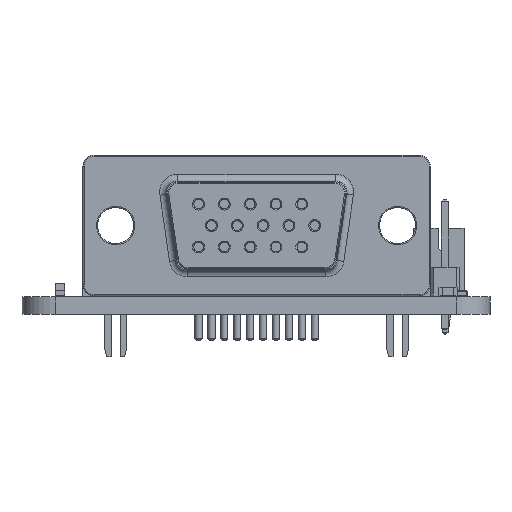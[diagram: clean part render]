
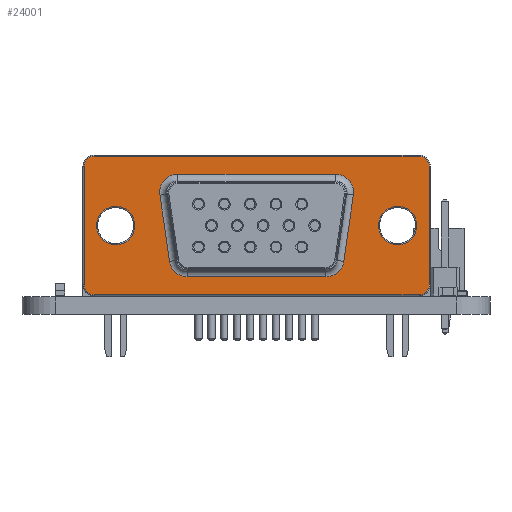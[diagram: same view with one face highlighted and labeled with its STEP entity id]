
A CAD part, left-side view. The second image highlights one B-rep face of the part: STEP entity #24001.
In plain terms, the highlighted face is planar.
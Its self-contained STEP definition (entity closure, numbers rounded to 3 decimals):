
#23667 = VERTEX_POINT('',#23668);
#23668 = CARTESIAN_POINT('',(-12.586,-7.14,8.97));
#23675 = EDGE_CURVE('',#23667,#23676,#23678,.T.);
#23676 = VERTEX_POINT('',#23677);
#23677 = CARTESIAN_POINT('',(-11.002,-7.14,10.8));
#23678 = CIRCLE('',#23679,1.6);
#23679 = AXIS2_PLACEMENT_3D('',#23680,#23681,#23682);
#23680 = CARTESIAN_POINT('',(-11.002,-7.14,9.2));
#23681 = DIRECTION('',(0.,1.,0.));
#23682 = DIRECTION('',(-0.99,0.,
    -0.143));
#23700 = EDGE_CURVE('',#23676,#23701,#23703,.T.);
#23701 = VERTEX_POINT('',#23702);
#23702 = CARTESIAN_POINT('',(2.987,-7.14,10.8));
#23703 = LINE('',#23704,#23705);
#23704 = CARTESIAN_POINT('',(-11.002,-7.14,10.8));
#23705 = VECTOR('',#23706,1.);
#23706 = DIRECTION('',(1.,0.,0.));
#23725 = EDGE_CURVE('',#23726,#23667,#23728,.T.);
#23726 = VERTEX_POINT('',#23727);
#23727 = CARTESIAN_POINT('',(-11.73,-7.14,3.07));
#23728 = LINE('',#23729,#23730);
#23729 = CARTESIAN_POINT('',(-11.73,-7.14,3.07));
#23730 = VECTOR('',#23731,1.);
#23731 = DIRECTION('',(-0.143,0.,0.99
    ));
#23751 = EDGE_CURVE('',#23701,#23752,#23754,.T.);
#23752 = VERTEX_POINT('',#23753);
#23753 = CARTESIAN_POINT('',(4.571,-7.14,8.97));
#23754 = CIRCLE('',#23755,1.6);
#23755 = AXIS2_PLACEMENT_3D('',#23756,#23757,#23758);
#23756 = CARTESIAN_POINT('',(2.987,-7.14,9.2));
#23757 = DIRECTION('',(0.,1.,0.));
#23758 = DIRECTION('',(0.,0.,1.));
#23777 = VERTEX_POINT('',#23778);
#23778 = CARTESIAN_POINT('',(-10.147,-7.14,1.7));
#23785 = EDGE_CURVE('',#23777,#23726,#23786,.T.);
#23786 = CIRCLE('',#23787,1.6);
#23787 = AXIS2_PLACEMENT_3D('',#23788,#23789,#23790);
#23788 = CARTESIAN_POINT('',(-10.147,-7.14,3.3));
#23789 = DIRECTION('',(0.,1.,0.));
#23790 = DIRECTION('',(0.,0.,-1.));
#23802 = EDGE_CURVE('',#23752,#23803,#23805,.T.);
#23803 = VERTEX_POINT('',#23804);
#23804 = CARTESIAN_POINT('',(3.715,-7.14,3.07));
#23805 = LINE('',#23806,#23807);
#23806 = CARTESIAN_POINT('',(4.571,-7.14,8.97));
#23807 = VECTOR('',#23808,1.);
#23808 = DIRECTION('',(-0.143,0.,
    -0.99));
#23827 = EDGE_CURVE('',#23828,#23777,#23830,.T.);
#23828 = VERTEX_POINT('',#23829);
#23829 = CARTESIAN_POINT('',(2.132,-7.14,1.7));
#23830 = LINE('',#23831,#23832);
#23831 = CARTESIAN_POINT('',(2.132,-7.14,1.7));
#23832 = VECTOR('',#23833,1.);
#23833 = DIRECTION('',(-1.,0.,0.));
#23853 = EDGE_CURVE('',#23803,#23828,#23854,.T.);
#23854 = CIRCLE('',#23855,1.6);
#23855 = AXIS2_PLACEMENT_3D('',#23856,#23857,#23858);
#23856 = CARTESIAN_POINT('',(2.132,-7.14,3.3));
#23857 = DIRECTION('',(0.,1.,0.));
#23858 = DIRECTION('',(0.99,0.,
    -0.143));
#24001 = ADVANCED_FACE('',(#24002,#24012,#24082,#24093),#24104,.T.);
#24002 = FACE_BOUND('',#24003,.T.);
#24003 = EDGE_LOOP('',(#24004,#24005,#24006,#24007,#24008,#24009,#24010,
    #24011));
#24004 = ORIENTED_EDGE('',*,*,#23853,.T.);
#24005 = ORIENTED_EDGE('',*,*,#23827,.T.);
#24006 = ORIENTED_EDGE('',*,*,#23785,.T.);
#24007 = ORIENTED_EDGE('',*,*,#23725,.T.);
#24008 = ORIENTED_EDGE('',*,*,#23675,.T.);
#24009 = ORIENTED_EDGE('',*,*,#23700,.T.);
#24010 = ORIENTED_EDGE('',*,*,#23751,.T.);
#24011 = ORIENTED_EDGE('',*,*,#23802,.T.);
#24012 = FACE_BOUND('',#24013,.T.);
#24013 = EDGE_LOOP('',(#24014,#24024,#24033,#24041,#24050,#24058,#24067,
    #24075));
#24014 = ORIENTED_EDGE('',*,*,#24015,.T.);
#24015 = EDGE_CURVE('',#24016,#24018,#24020,.T.);
#24016 = VERTEX_POINT('',#24017);
#24017 = CARTESIAN_POINT('',(10.393,-7.14,12.4));
#24018 = VERTEX_POINT('',#24019);
#24019 = CARTESIAN_POINT('',(-18.408,-7.14,12.4));
#24020 = LINE('',#24021,#24022);
#24021 = CARTESIAN_POINT('',(10.393,-7.14,12.4));
#24022 = VECTOR('',#24023,1.);
#24023 = DIRECTION('',(-1.,0.,0.));
#24024 = ORIENTED_EDGE('',*,*,#24025,.T.);
#24025 = EDGE_CURVE('',#24018,#24026,#24028,.T.);
#24026 = VERTEX_POINT('',#24027);
#24027 = CARTESIAN_POINT('',(-19.308,-7.14,11.5));
#24028 = CIRCLE('',#24029,0.9);
#24029 = AXIS2_PLACEMENT_3D('',#24030,#24031,#24032);
#24030 = CARTESIAN_POINT('',(-18.408,-7.14,11.5));
#24031 = DIRECTION('',(0.,-1.,0.));
#24032 = DIRECTION('',(0.,0.,1.));
#24033 = ORIENTED_EDGE('',*,*,#24034,.T.);
#24034 = EDGE_CURVE('',#24026,#24035,#24037,.T.);
#24035 = VERTEX_POINT('',#24036);
#24036 = CARTESIAN_POINT('',(-19.308,-7.14,1.));
#24037 = LINE('',#24038,#24039);
#24038 = CARTESIAN_POINT('',(-19.308,-7.14,11.5));
#24039 = VECTOR('',#24040,1.);
#24040 = DIRECTION('',(0.,0.,-1.));
#24041 = ORIENTED_EDGE('',*,*,#24042,.T.);
#24042 = EDGE_CURVE('',#24035,#24043,#24045,.T.);
#24043 = VERTEX_POINT('',#24044);
#24044 = CARTESIAN_POINT('',(-18.408,-7.14,0.1));
#24045 = CIRCLE('',#24046,0.9);
#24046 = AXIS2_PLACEMENT_3D('',#24047,#24048,#24049);
#24047 = CARTESIAN_POINT('',(-18.408,-7.14,1.));
#24048 = DIRECTION('',(0.,-1.,0.));
#24049 = DIRECTION('',(-1.,0.,0.));
#24050 = ORIENTED_EDGE('',*,*,#24051,.T.);
#24051 = EDGE_CURVE('',#24043,#24052,#24054,.T.);
#24052 = VERTEX_POINT('',#24053);
#24053 = CARTESIAN_POINT('',(10.393,-7.14,0.1));
#24054 = LINE('',#24055,#24056);
#24055 = CARTESIAN_POINT('',(-18.408,-7.14,0.1));
#24056 = VECTOR('',#24057,1.);
#24057 = DIRECTION('',(1.,0.,0.));
#24058 = ORIENTED_EDGE('',*,*,#24059,.T.);
#24059 = EDGE_CURVE('',#24052,#24060,#24062,.T.);
#24060 = VERTEX_POINT('',#24061);
#24061 = CARTESIAN_POINT('',(11.293,-7.14,1.));
#24062 = CIRCLE('',#24063,0.9);
#24063 = AXIS2_PLACEMENT_3D('',#24064,#24065,#24066);
#24064 = CARTESIAN_POINT('',(10.393,-7.14,1.));
#24065 = DIRECTION('',(0.,-1.,0.));
#24066 = DIRECTION('',(0.,0.,-1.));
#24067 = ORIENTED_EDGE('',*,*,#24068,.T.);
#24068 = EDGE_CURVE('',#24060,#24069,#24071,.T.);
#24069 = VERTEX_POINT('',#24070);
#24070 = CARTESIAN_POINT('',(11.293,-7.14,11.5));
#24071 = LINE('',#24072,#24073);
#24072 = CARTESIAN_POINT('',(11.293,-7.14,1.));
#24073 = VECTOR('',#24074,1.);
#24074 = DIRECTION('',(0.,0.,1.));
#24075 = ORIENTED_EDGE('',*,*,#24076,.T.);
#24076 = EDGE_CURVE('',#24069,#24016,#24077,.T.);
#24077 = CIRCLE('',#24078,0.9);
#24078 = AXIS2_PLACEMENT_3D('',#24079,#24080,#24081);
#24079 = CARTESIAN_POINT('',(10.393,-7.14,11.5));
#24080 = DIRECTION('',(0.,-1.,0.));
#24081 = DIRECTION('',(1.,0.,0.));
#24082 = FACE_BOUND('',#24083,.T.);
#24083 = EDGE_LOOP('',(#24084));
#24084 = ORIENTED_EDGE('',*,*,#24085,.F.);
#24085 = EDGE_CURVE('',#24086,#24086,#24088,.T.);
#24086 = VERTEX_POINT('',#24087);
#24087 = CARTESIAN_POINT('',(-14.808,-7.14,6.25));
#24088 = CIRCLE('',#24089,1.7);
#24089 = AXIS2_PLACEMENT_3D('',#24090,#24091,#24092);
#24090 = CARTESIAN_POINT('',(-16.508,-7.14,6.25));
#24091 = DIRECTION('',(0.,-1.,0.));
#24092 = DIRECTION('',(1.,0.,0.));
#24093 = FACE_BOUND('',#24094,.T.);
#24094 = EDGE_LOOP('',(#24095));
#24095 = ORIENTED_EDGE('',*,*,#24096,.F.);
#24096 = EDGE_CURVE('',#24097,#24097,#24099,.T.);
#24097 = VERTEX_POINT('',#24098);
#24098 = CARTESIAN_POINT('',(10.193,-7.14,6.25));
#24099 = CIRCLE('',#24100,1.7);
#24100 = AXIS2_PLACEMENT_3D('',#24101,#24102,#24103);
#24101 = CARTESIAN_POINT('',(8.493,-7.14,6.25));
#24102 = DIRECTION('',(0.,-1.,0.));
#24103 = DIRECTION('',(1.,0.,0.));
#24104 = PLANE('',#24105);
#24105 = AXIS2_PLACEMENT_3D('',#24106,#24107,#24108);
#24106 = CARTESIAN_POINT('',(-4.008,-7.14,6.25));
#24107 = DIRECTION('',(0.,-1.,0.));
#24108 = DIRECTION('',(1.,0.,0.));
